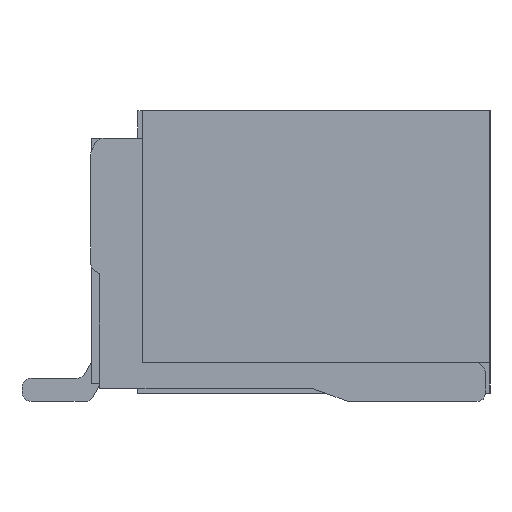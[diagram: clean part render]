
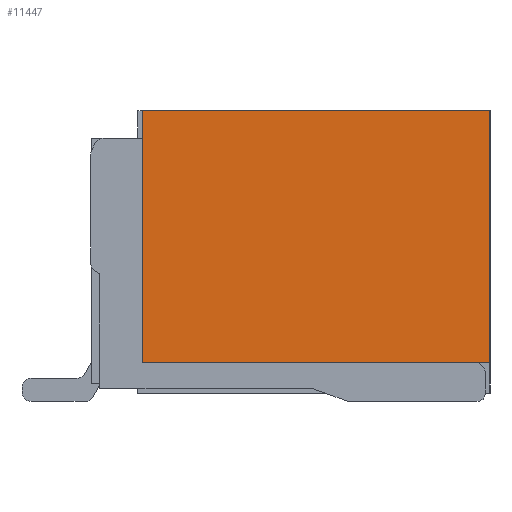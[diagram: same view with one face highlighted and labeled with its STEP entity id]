
A CAD part, left-side view. The second image highlights one B-rep face of the part: STEP entity #11447.
In plain terms, the highlighted planar face has unit normal (-1, 0, 0).
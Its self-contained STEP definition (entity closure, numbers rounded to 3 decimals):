
#646=FACE_OUTER_BOUND('',#1270,.T.);
#1270=EDGE_LOOP('',(#7639,#7640,#7641,#7642));
#2139=LINE('',#16489,#3422);
#2142=LINE('',#16494,#3425);
#2157=LINE('',#16524,#3440);
#2158=LINE('',#16525,#3441);
#3422=VECTOR('',#13318,1.);
#3425=VECTOR('',#13323,1.);
#3440=VECTOR('',#13340,1.);
#3441=VECTOR('',#13341,1.);
#4756=VERTEX_POINT('',#16486);
#4757=VERTEX_POINT('',#16488);
#4758=VERTEX_POINT('',#16493);
#4772=VERTEX_POINT('',#16523);
#5869=EDGE_CURVE('',#4757,#4756,#2139,.T.);
#5872=EDGE_CURVE('',#4757,#4758,#2142,.T.);
#5887=EDGE_CURVE('',#4772,#4756,#2157,.T.);
#5888=EDGE_CURVE('',#4758,#4772,#2158,.T.);
#7639=ORIENTED_EDGE('',*,*,#5869,.T.);
#7640=ORIENTED_EDGE('',*,*,#5887,.F.);
#7641=ORIENTED_EDGE('',*,*,#5888,.F.);
#7642=ORIENTED_EDGE('',*,*,#5872,.F.);
#10378=PLANE('',#12159);
#11447=ADVANCED_FACE('',(#646),#10378,.F.);
#12159=AXIS2_PLACEMENT_3D('',#16522,#13338,#13339);
#13318=DIRECTION('',(0.,1.,0.));
#13323=DIRECTION('',(0.,0.,-1.));
#13338=DIRECTION('center_axis',(1.,0.,0.));
#13339=DIRECTION('ref_axis',(0.,1.,0.));
#13340=DIRECTION('',(0.,0.,1.));
#13341=DIRECTION('',(0.,1.,0.));
#16486=CARTESIAN_POINT('',(-5.18,0.994,3.14));
#16488=CARTESIAN_POINT('',(-5.18,-2.756,3.14));
#16489=CARTESIAN_POINT('',(-5.18,-2.756,3.14));
#16493=CARTESIAN_POINT('',(-5.18,-2.756,0.42));
#16494=CARTESIAN_POINT('',(-5.18,-2.756,3.14));
#16522=CARTESIAN_POINT('Origin',(-5.18,-2.756,3.14));
#16523=CARTESIAN_POINT('',(-5.18,0.994,0.42));
#16524=CARTESIAN_POINT('',(-5.18,0.994,0.42));
#16525=CARTESIAN_POINT('',(-5.18,-2.756,0.42));
